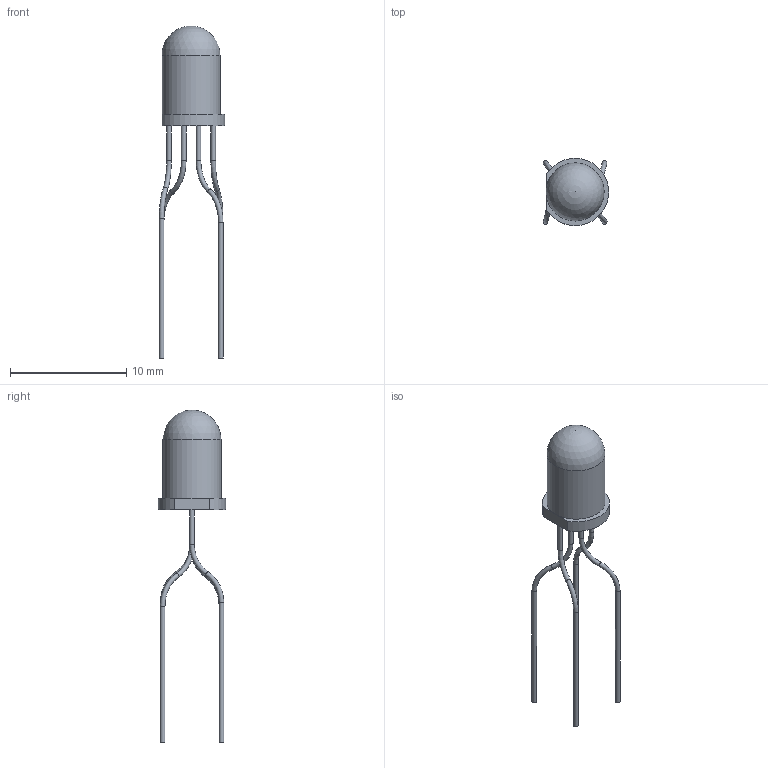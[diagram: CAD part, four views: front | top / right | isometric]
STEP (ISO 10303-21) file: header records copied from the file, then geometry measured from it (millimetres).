
FILE_DESCRIPTION(('FreeCAD Model'),'2;1');
FILE_NAME('Open CASCADE Shape Model','2023-04-19T13:35:22',( 'Anool Mahidharia'),('WyoLum'),'Open CASCADE STEP processor 7.5', 'FreeCAD','Unknown');
FILE_SCHEMA(('AUTOMOTIVE_DESIGN { 1 0 10303 214 1 1 1 1 }'));
Length unit declared in the file: millimetre
Products named in the file (1): Fusion
Bounding box: 5.64 x 5.8 x 28.6 mm (x, y, z)
Volume: 169.1 mm3; surface area: 274.8 mm2
Topology: 1 solids, 1 shells, 26 faces, 48 edges, 27 vertices
Faces by surface type: cylinder 10, torus 8, plane 7, sphere 1
Full cylindrical faces by diameter (mm): 0.4 x8, 5 x1
Entity records: 837 total; most frequent: DIRECTION 134, CARTESIAN_POINT 101, ORIENTED_EDGE 94, AXIS2_PLACEMENT_3D 60, EDGE_CURVE 47, CIRCLE 33, FACE_BOUND 31, EDGE_LOOP 31
